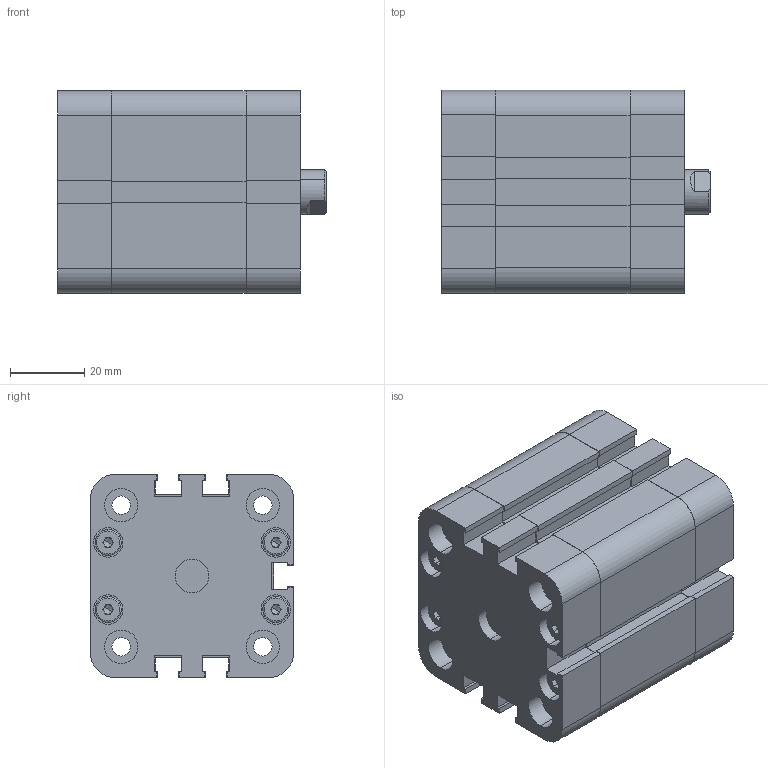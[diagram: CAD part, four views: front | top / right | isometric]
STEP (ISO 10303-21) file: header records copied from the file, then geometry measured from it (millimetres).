
FILE_DESCRIPTION (( 'STEP AP214' ), '1' );
FILE_NAME ('SM_003_040_0020_NP.STEP', '2019-11-06T14:26:48', ( '' ), ( '' ), 'SwSTEP 2.0', 'SolidWorks 2019', '' );
FILE_SCHEMA (( 'AUTOMOTIVE_DESIGN' ));
Length unit declared in the file: millimetre
Products named in the file (20): T³oczysko^SM_Tˆoczysko - D040; Kopia T硂k^T硂k kpl_SM_T坥k - D040; Kopia SMART - U. t硂ka wklejana^T硂k kpl_SM_U. t坥ka wklejana - D040; Kopia Pokrywa ty³^Pokrywa ty³ kpl_SM_Smart - Pok tyˆ - D040; Kopia Pokrywa przód^Pokrywa przód kpl_SM_Smart - Pok prz¢d - D040; Kopia Pierœcieñ prowadz¹cy^T³ok kpl_SM_Pier˜cieä prowadz¥cy D040; Kopia SMART - U. t³oczyska^Pokrywa przód kpl_SM_U. tˆoczyska - D040; Kopia SMART - U. t³oka S^T³ok kpl_SM_U. tˆoka S - D040; Kopia Tuleja prowadz¹ca^Pokrywa przód kpl_SM_Tuleja prowadz¥ca - D040; Pokrywa ty³ kpl^SM_Pok tyˆ - D040; Pokrywa przód kpl^SM_Pokrywa prz¢d kpl - D040; socket head thin cap screw_din_DIN 7984 - M6 x 20 --- 17N; Kopia Magnes^T³ok kpl_SM_Magnes D040; Tuleja^SM_Tuleja - D040; socket head thin cap screw_din_DIN 7984 - M4 x 18 --- 15.9N; Kopia SMART - U. t硂ka lu焠a^T硂k kpl_SM_U. t坥ka lu玭a - D040; Kopia SMART - U. typ Oring - pokrywa^Pokrywa przód kpl_SM_U. typ Oring - D040; Kopia SMART - U. typ Oring - pokrywa^Pokrywa tyｳ kpl_SM_U. typ Oring - D040; T硂k kpl^SM_T坥k kpl - D040; SM_003_040_0020_NP
Assembly tree (26 placements, depth 3):
  SM_003_040_0020_NP
    Pokrywa przód kpl^SM_Pokrywa prz¢d kpl - D040
      Kopia Pokrywa przód^Pokrywa przód kpl_SM_Smart - Pok prz¢d - D040
      Kopia SMART - U. typ Oring - pokrywa^Pokrywa przód kpl_SM_U. typ Oring - D040
      Kopia Tuleja prowadz¹ca^Pokrywa przód kpl_SM_Tuleja prowadz¥ca - D040
      Kopia SMART - U. t³oczyska^Pokrywa przód kpl_SM_U. tˆoczyska - D040
    Tuleja^SM_Tuleja - D040
    Pokrywa ty³ kpl^SM_Pok tyˆ - D040
      Kopia Pokrywa ty³^Pokrywa ty³ kpl_SM_Smart - Pok tyˆ - D040
      Kopia SMART - U. typ Oring - pokrywa^Pokrywa tyｳ kpl_SM_U. typ Oring - D040
    T硂k kpl^SM_T坥k kpl - D040
      Kopia T硂k^T硂k kpl_SM_T坥k - D040
      Kopia Magnes^T³ok kpl_SM_Magnes D040
      Kopia Pierœcieñ prowadz¹cy^T³ok kpl_SM_Pier˜cieä prowadz¥cy D040
      Kopia SMART - U. t硂ka lu焠a^T硂k kpl_SM_U. t坥ka lu玭a - D040
      Kopia SMART - U. t硂ka wklejana^T硂k kpl_SM_U. t坥ka wklejana - D040
      Kopia SMART - U. t³oka S^T³ok kpl_SM_U. tˆoka S - D040
    T³oczysko^SM_Tˆoczysko - D040
    socket head thin cap screw_din_DIN 7984 - M6 x 20 --- 17N
    socket head thin cap screw_din_DIN 7984 - M4 x 18 --- 15.9N  x8
Bounding box: 72 x 54.5 x 54.5 mm (x, y, z)
Volume: 111264.1 mm3; surface area: 80800.7 mm2
Topology: 24 solids, 24 shells, 1033 faces, 2529 edges, 1620 vertices
Faces by surface type: plane 530, cylinder 304, bspline 86, cone 77, torus 36
Entity records: 30823 total; most frequent: CARTESIAN_POINT 9396, ORIENTED_EDGE 4230, DIRECTION 4148, EDGE_CURVE 2115, AXIS2_PLACEMENT_3D 1437, VERTEX_POINT 1389, LINE 1274, VECTOR 1274
